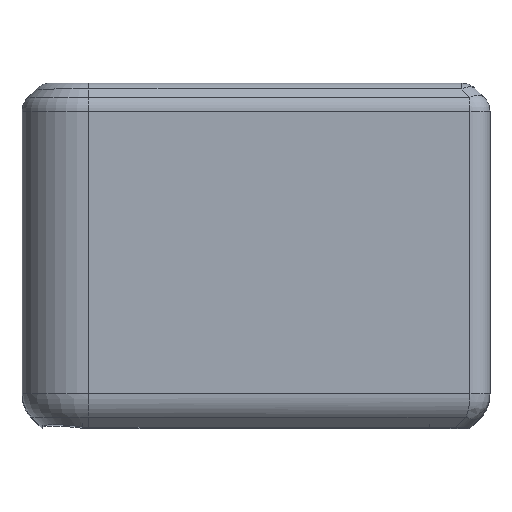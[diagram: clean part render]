
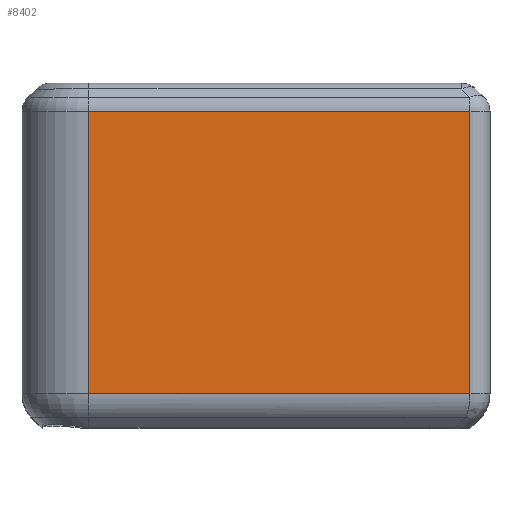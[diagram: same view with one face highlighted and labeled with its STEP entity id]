
A CAD part, top view. The second image highlights one B-rep face of the part: STEP entity #8402.
In plain terms, the highlighted planar face has unit normal (0, 0, 1).
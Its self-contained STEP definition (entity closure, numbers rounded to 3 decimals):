
#16 = PLANE ( 'NONE',  #95 ) ;
#62 = CARTESIAN_POINT ( 'NONE',  ( -35., 51.5, 65. ) ) ;
#95 = AXIS2_PLACEMENT_3D ( 'NONE', #62, #2147, #8163 ) ;
#718 = CARTESIAN_POINT ( 'NONE',  ( 32., 5.071, 65. ) ) ;
#784 = DIRECTION ( 'NONE',  ( 0., 1., 0. ) ) ;
#854 = VERTEX_POINT ( 'NONE', #718 ) ;
#1081 = ORIENTED_EDGE ( 'NONE', *, *, #1917, .T. ) ;
#1221 = CARTESIAN_POINT ( 'NONE',  ( -25., 51.5, 65. ) ) ;
#1486 = CARTESIAN_POINT ( 'NONE',  ( 35., 5.071, 65. ) ) ;
#1648 = EDGE_CURVE ( 'NONE', #5106, #4595, #2843, .T. ) ;
#1917 = EDGE_CURVE ( 'NONE', #4595, #2792, #3188, .T. ) ;
#1958 = FACE_OUTER_BOUND ( 'NONE', #7599, .T. ) ;
#2147 = DIRECTION ( 'NONE',  ( 0., 0., -1. ) ) ;
#2661 = CARTESIAN_POINT ( 'NONE',  ( -25., 5.071, 65. ) ) ;
#2718 = DIRECTION ( 'NONE',  ( 1., 0., 0. ) ) ;
#2792 = VERTEX_POINT ( 'NONE', #2661 ) ;
#2802 = CARTESIAN_POINT ( 'NONE',  ( -25., 47.257, 65. ) ) ;
#2843 = LINE ( 'NONE', #2802, #4667 ) ;
#3188 = LINE ( 'NONE', #1221, #3408 ) ;
#3346 = CARTESIAN_POINT ( 'NONE',  ( 32., 47.257, 65. ) ) ;
#3395 = VECTOR ( 'NONE', #784, 1000. ) ;
#3408 = VECTOR ( 'NONE', #3911, 1000. ) ;
#3911 = DIRECTION ( 'NONE',  ( 0., -1., 0. ) ) ;
#4256 = ORIENTED_EDGE ( 'NONE', *, *, #5821, .T. ) ;
#4595 = VERTEX_POINT ( 'NONE', #6431 ) ;
#4667 = VECTOR ( 'NONE', #8120, 1000. ) ;
#5106 = VERTEX_POINT ( 'NONE', #3346 ) ;
#5472 = LINE ( 'NONE', #1486, #7878 ) ;
#5821 = EDGE_CURVE ( 'NONE', #854, #5106, #6048, .T. ) ;
#6048 = LINE ( 'NONE', #6556, #3395 ) ;
#6431 = CARTESIAN_POINT ( 'NONE',  ( -25., 47.257, 65. ) ) ;
#6556 = CARTESIAN_POINT ( 'NONE',  ( 32., 51.5, 65. ) ) ;
#6824 = ORIENTED_EDGE ( 'NONE', *, *, #7993, .T. ) ;
#6895 = ORIENTED_EDGE ( 'NONE', *, *, #1648, .T. ) ;
#7599 = EDGE_LOOP ( 'NONE', ( #6824, #4256, #6895, #1081 ) ) ;
#7878 = VECTOR ( 'NONE', #2718, 1000. ) ;
#7993 = EDGE_CURVE ( 'NONE', #2792, #854, #5472, .T. ) ;
#8120 = DIRECTION ( 'NONE',  ( -1., 0., 0. ) ) ;
#8163 = DIRECTION ( 'NONE',  ( -1., 0., 0. ) ) ;
#8402 = ADVANCED_FACE ( 'NONE', ( #1958 ), #16, .F. ) ;
